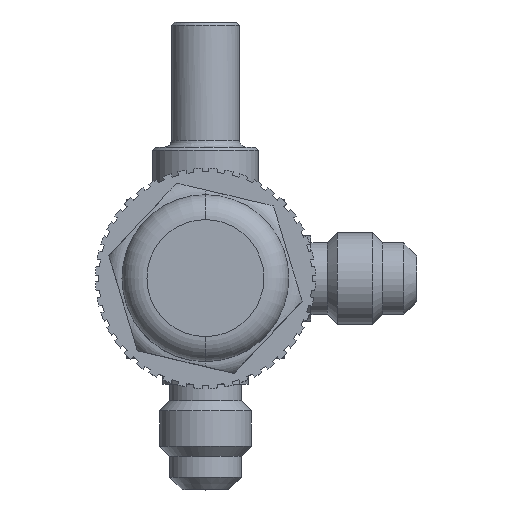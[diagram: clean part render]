
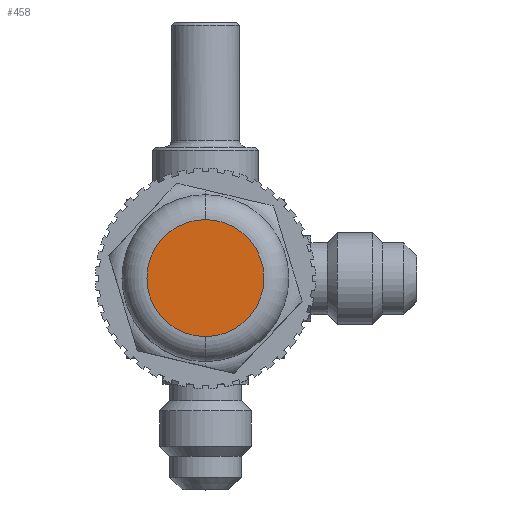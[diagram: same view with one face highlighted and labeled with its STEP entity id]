
A CAD part, top view. The second image highlights one B-rep face of the part: STEP entity #458.
In plain terms, the highlighted planar face has unit normal (0, 0, 1).
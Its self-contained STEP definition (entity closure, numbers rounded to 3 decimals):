
#356 = EDGE_CURVE ( 'NONE', #7602, #5836, #13959, .T. ) ;
#458 = ADVANCED_FACE ( 'NONE', ( #14256 ), #6062, .T. ) ;
#1652 = DIRECTION ( 'NONE',  ( 0., 0., 1. ) ) ;
#2525 = DIRECTION ( 'NONE',  ( 0., 0., 1. ) ) ;
#3390 = CARTESIAN_POINT ( 'NONE',  ( 0., -7.04, 22.821 ) ) ;
#4070 = CARTESIAN_POINT ( 'NONE',  ( 0., 7.04, 22.821 ) ) ;
#5637 = AXIS2_PLACEMENT_3D ( 'NONE', #11789, #2525, #12584 ) ;
#5836 = VERTEX_POINT ( 'NONE', #3390 ) ;
#5903 = CARTESIAN_POINT ( 'NONE',  ( 0., 0., 22.821 ) ) ;
#6062 = PLANE ( 'NONE',  #11549 ) ;
#7602 = VERTEX_POINT ( 'NONE', #4070 ) ;
#8228 = EDGE_LOOP ( 'NONE', ( #14682, #11334 ) ) ;
#8376 = CARTESIAN_POINT ( 'NONE',  ( 0., 0., 22.821 ) ) ;
#9194 = DIRECTION ( 'NONE',  ( 0., 0., 1. ) ) ;
#9499 = DIRECTION ( 'NONE',  ( 0., -1., 0. ) ) ;
#11334 = ORIENTED_EDGE ( 'NONE', *, *, #356, .T. ) ;
#11369 = CIRCLE ( 'NONE', #5637, 7.04 ) ;
#11549 = AXIS2_PLACEMENT_3D ( 'NONE', #8376, #1652, #9499 ) ;
#11570 = AXIS2_PLACEMENT_3D ( 'NONE', #5903, #9194, #12385 ) ;
#11789 = CARTESIAN_POINT ( 'NONE',  ( 0., 0., 22.821 ) ) ;
#12003 = EDGE_CURVE ( 'NONE', #5836, #7602, #11369, .T. ) ;
#12385 = DIRECTION ( 'NONE',  ( 0., -1., 0. ) ) ;
#12584 = DIRECTION ( 'NONE',  ( 0., -1., 0. ) ) ;
#13959 = CIRCLE ( 'NONE', #11570, 7.04 ) ;
#14256 = FACE_OUTER_BOUND ( 'NONE', #8228, .T. ) ;
#14682 = ORIENTED_EDGE ( 'NONE', *, *, #12003, .T. ) ;
